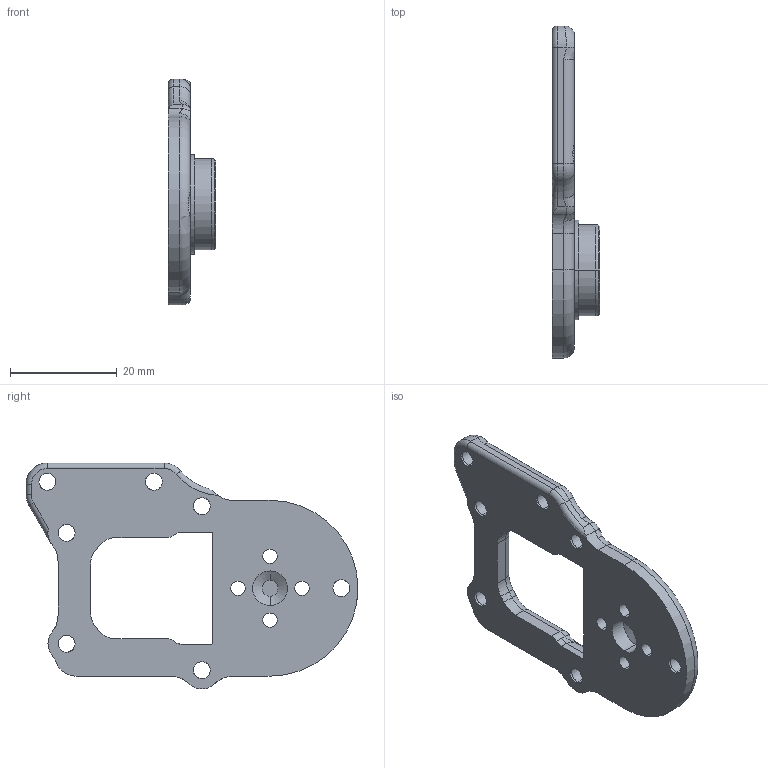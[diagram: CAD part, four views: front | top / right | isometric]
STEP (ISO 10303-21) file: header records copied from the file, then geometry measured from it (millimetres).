
FILE_DESCRIPTION (( 'STEP AP214' ), '1' );
FILE_NAME ('SAM_case2_lid.STEP', '2025-01-01T01:44:14', ( '' ), ( '' ), 'SwSTEP 2.0', 'SolidWorks 2023', '' );
FILE_SCHEMA (( 'AUTOMOTIVE_DESIGN' ));
Length unit declared in the file: millimetre
Products named in the file (1): SAM_case2_lid
Bounding box: 9 x 62.3 x 42.4 mm (x, y, z)
Volume: 6890 mm3; surface area: 4731.4 mm2
Topology: 1 solids, 1 shells, 190 faces, 470 edges, 276 vertices
Faces by surface type: cylinder 79, bspline 32, torus 29, cone 27, plane 21, sphere 2
Entity records: 8130 total; most frequent: CARTESIAN_POINT 3706, DIRECTION 943, ORIENTED_EDGE 940, EDGE_CURVE 470, AXIS2_PLACEMENT_3D 395, VERTEX_POINT 276, CIRCLE 236, EDGE_LOOP 208
